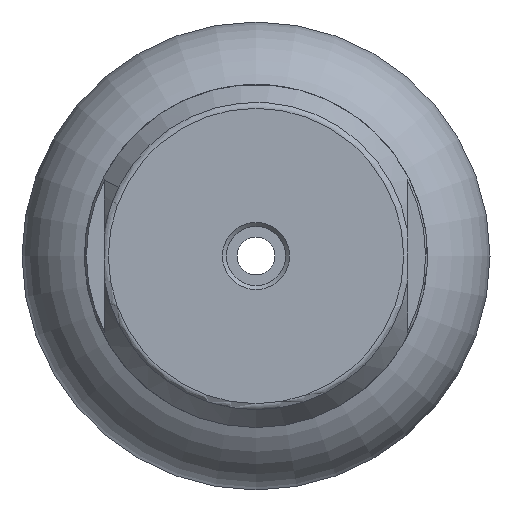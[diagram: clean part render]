
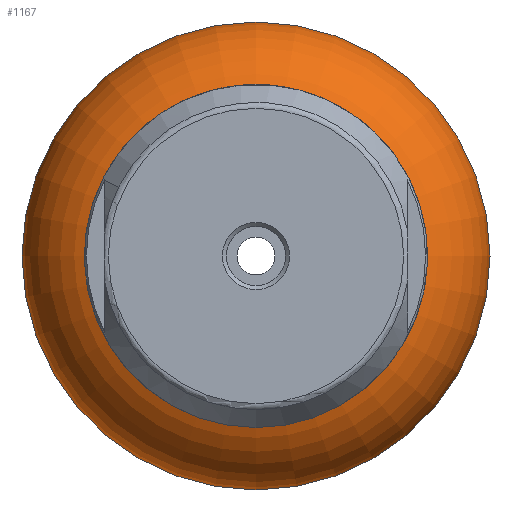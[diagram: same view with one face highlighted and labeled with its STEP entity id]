
A CAD part, front view. The second image highlights one B-rep face of the part: STEP entity #1167.
In plain terms, the highlighted toroidal (fillet/blend) face has major radius 19 mm and minor radius 15 mm.
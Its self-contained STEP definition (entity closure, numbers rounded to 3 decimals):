
#174=TOROIDAL_SURFACE('',#1371,19.,15.);
#239=CIRCLE('',#1366,19.);
#241=CIRCLE('',#1370,19.);
#470=ORIENTED_EDGE('',*,*,#629,.T.);
#471=ORIENTED_EDGE('',*,*,#631,.F.);
#629=EDGE_CURVE('',#745,#745,#239,.T.);
#631=EDGE_CURVE('',#747,#747,#241,.T.);
#745=VERTEX_POINT('',#2090);
#747=VERTEX_POINT('',#2096);
#914=EDGE_LOOP('',(#470));
#915=EDGE_LOOP('',(#471));
#1056=FACE_BOUND('',#914,.T.);
#1057=FACE_BOUND('',#915,.T.);
#1167=ADVANCED_FACE('',(#1056,#1057),#174,.T.);
#1366=AXIS2_PLACEMENT_3D('',#2089,#1691,#1692);
#1370=AXIS2_PLACEMENT_3D('',#2095,#1699,#1700);
#1371=AXIS2_PLACEMENT_3D('',#2097,#1701,#1702);
#1691=DIRECTION('',(0.,-1.,0.));
#1692=DIRECTION('',(0.,0.,-1.));
#1699=DIRECTION('',(0.,-1.,0.));
#1700=DIRECTION('',(0.,0.,-1.));
#1701=DIRECTION('',(0.,-1.,0.));
#1702=DIRECTION('',(0.,0.,-1.));
#2089=CARTESIAN_POINT('',(0.,15.,0.));
#2090=CARTESIAN_POINT('',(0.,15.,-19.));
#2095=CARTESIAN_POINT('',(0.,-15.,0.));
#2096=CARTESIAN_POINT('',(0.,-15.,-19.));
#2097=CARTESIAN_POINT('',(0.,0.,0.));
